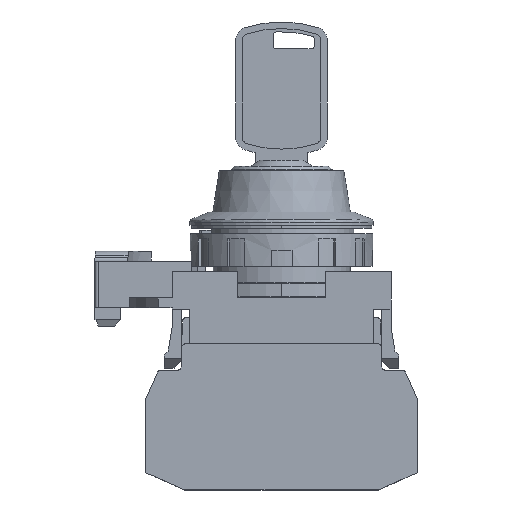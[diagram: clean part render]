
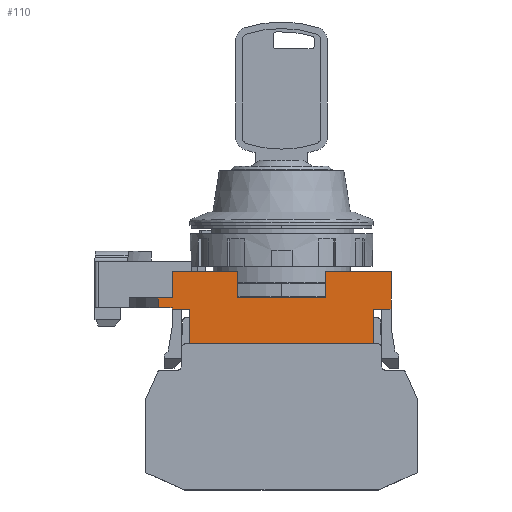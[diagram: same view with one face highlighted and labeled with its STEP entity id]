
A CAD part, left-side view. The second image highlights one B-rep face of the part: STEP entity #110.
In plain terms, the highlighted planar face has unit normal (-1, 0, 0).
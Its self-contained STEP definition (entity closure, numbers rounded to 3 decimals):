
#110 = ADVANCED_FACE ( 'NONE', ( #14838 ), #4326, .F. ) ;
#2041 = CARTESIAN_POINT ( 'NONE',  ( -14.9, 16.7, 5.3 ) ) ;
#2042 = CARTESIAN_POINT ( 'NONE',  ( -14.9, 16.7, 5.5 ) ) ;
#2046 = CARTESIAN_POINT ( 'NONE',  ( -14.9, 18.815, 5.5 ) ) ;
#2047 = CARTESIAN_POINT ( 'NONE',  ( -14.9, 18.815, 7. ) ) ;
#2114 = CARTESIAN_POINT ( 'NONE',  ( -14.9, 14., 5.3 ) ) ;
#2115 = CARTESIAN_POINT ( 'NONE',  ( -14.9, 16.7, 7. ) ) ;
#2116 = CARTESIAN_POINT ( 'NONE',  ( -14.9, 16.7, 11. ) ) ;
#2117 = CARTESIAN_POINT ( 'NONE',  ( -14.9, 6.7, 11. ) ) ;
#2119 = CARTESIAN_POINT ( 'NONE',  ( -14.9, 6.7, 7. ) ) ;
#2123 = CARTESIAN_POINT ( 'NONE',  ( -14.9, -6.7, 7. ) ) ;
#2124 = CARTESIAN_POINT ( 'NONE',  ( -14.9, -6.7, 11. ) ) ;
#2126 = CARTESIAN_POINT ( 'NONE',  ( -14.9, -16.7, 11. ) ) ;
#2128 = CARTESIAN_POINT ( 'NONE',  ( -14.9, -16.7, 5.3 ) ) ;
#2129 = CARTESIAN_POINT ( 'NONE',  ( -14.9, -14., 5.3 ) ) ;
#2150 = CARTESIAN_POINT ( 'NONE',  ( -14.9, 14., 0. ) ) ;
#2151 = CARTESIAN_POINT ( 'NONE',  ( -14.9, -14., 0. ) ) ;
#4326 = PLANE ( 'NONE',  #14853 ) ;
#4327 = CARTESIAN_POINT ( 'NONE',  ( -14.9, -16.7, 0. ) ) ;
#4328 = DIRECTION ( 'NONE',  ( 1., 0., 0. ) ) ;
#4329 = DIRECTION ( 'NONE',  ( 0., 1., 0. ) ) ;
#5113 = ORIENTED_EDGE ( 'NONE', *, *, #8745, .F. ) ;
#5115 = ORIENTED_EDGE ( 'NONE', *, *, #8963, .F. ) ;
#5116 = ORIENTED_EDGE ( 'NONE', *, *, #8750, .F. ) ;
#5117 = ORIENTED_EDGE ( 'NONE', *, *, #8748, .F. ) ;
#5118 = ORIENTED_EDGE ( 'NONE', *, *, #8738, .F. ) ;
#5119 = ORIENTED_EDGE ( 'NONE', *, *, #8735, .F. ) ;
#5120 = ORIENTED_EDGE ( 'NONE', *, *, #8733, .F. ) ;
#5121 = ORIENTED_EDGE ( 'NONE', *, *, #8731, .F. ) ;
#5122 = ORIENTED_EDGE ( 'NONE', *, *, #8602, .T. ) ;
#5123 = ORIENTED_EDGE ( 'NONE', *, *, #8728, .F. ) ;
#5124 = ORIENTED_EDGE ( 'NONE', *, *, #8596, .F. ) ;
#5125 = ORIENTED_EDGE ( 'NONE', *, *, #8727, .F. ) ;
#5126 = ORIENTED_EDGE ( 'NONE', *, *, #9002, .F. ) ;
#5127 = ORIENTED_EDGE ( 'NONE', *, *, #9004, .T. ) ;
#5128 = ORIENTED_EDGE ( 'NONE', *, *, #8968, .F. ) ;
#5129 = ORIENTED_EDGE ( 'NONE', *, *, #9005, .T. ) ;
#8327 = EDGE_LOOP ( 'NONE', ( #5115, #5116, #5117, #5113, #5118, #5119, #5120, #5121, #5122, #5123, #5124, #5125, #5126, #5127, #5129, #5128 ) ) ;
#8596 = EDGE_CURVE ( 'NONE', #13705, #13706, #20134, .T. ) ;
#8602 = EDGE_CURVE ( 'NONE', #13711, #13710, #16560, .T. ) ;
#8727 = EDGE_CURVE ( 'NONE', #13778, #13705, #16935, .T. ) ;
#8728 = EDGE_CURVE ( 'NONE', #13706, #13710, #16938, .T. ) ;
#8731 = EDGE_CURVE ( 'NONE', #13711, #13779, #16947, .T. ) ;
#8733 = EDGE_CURVE ( 'NONE', #13779, #13780, #16953, .T. ) ;
#8735 = EDGE_CURVE ( 'NONE', #13780, #13781, #16959, .T. ) ;
#8738 = EDGE_CURVE ( 'NONE', #13781, #13783, #16968, .T. ) ;
#8745 = EDGE_CURVE ( 'NONE', #13783, #13787, #16989, .T. ) ;
#8748 = EDGE_CURVE ( 'NONE', #13787, #13788, #16998, .T. ) ;
#8750 = EDGE_CURVE ( 'NONE', #13788, #13790, #17004, .T. ) ;
#8963 = EDGE_CURVE ( 'NONE', #13790, #13792, #17656, .T. ) ;
#8968 = EDGE_CURVE ( 'NONE', #13792, #13793, #17671, .T. ) ;
#9002 = EDGE_CURVE ( 'NONE', #13814, #13778, #12303, .T. ) ;
#9004 = EDGE_CURVE ( 'NONE', #13814, #13815, #12309, .T. ) ;
#9005 = EDGE_CURVE ( 'NONE', #13815, #13793, #12312, .T. ) ;
#12303 = LINE ( 'NONE', #12304, #15726 ) ;
#12304 = CARTESIAN_POINT ( 'NONE',  ( -14.9, 14., 5.5 ) ) ;
#12305 = DIRECTION ( 'NONE',  ( 0., 0., 1. ) ) ;
#12309 = LINE ( 'NONE', #12310, #15728 ) ;
#12310 = CARTESIAN_POINT ( 'NONE',  ( -14.9, 0., 0. ) ) ;
#12311 = DIRECTION ( 'NONE',  ( 0., -1., 0. ) ) ;
#12312 = LINE ( 'NONE', #12313, #15729 ) ;
#12313 = CARTESIAN_POINT ( 'NONE',  ( -14.9, -14., 2.65 ) ) ;
#12314 = DIRECTION ( 'NONE',  ( 0., 0., 1. ) ) ;
#13705 = VERTEX_POINT ( 'NONE', #2041 ) ;
#13706 = VERTEX_POINT ( 'NONE', #2042 ) ;
#13710 = VERTEX_POINT ( 'NONE', #2046 ) ;
#13711 = VERTEX_POINT ( 'NONE', #2047 ) ;
#13778 = VERTEX_POINT ( 'NONE', #2114 ) ;
#13779 = VERTEX_POINT ( 'NONE', #2115 ) ;
#13780 = VERTEX_POINT ( 'NONE', #2116 ) ;
#13781 = VERTEX_POINT ( 'NONE', #2117 ) ;
#13783 = VERTEX_POINT ( 'NONE', #2119 ) ;
#13787 = VERTEX_POINT ( 'NONE', #2123 ) ;
#13788 = VERTEX_POINT ( 'NONE', #2124 ) ;
#13790 = VERTEX_POINT ( 'NONE', #2126 ) ;
#13792 = VERTEX_POINT ( 'NONE', #2128 ) ;
#13793 = VERTEX_POINT ( 'NONE', #2129 ) ;
#13814 = VERTEX_POINT ( 'NONE', #2150 ) ;
#13815 = VERTEX_POINT ( 'NONE', #2151 ) ;
#14838 = FACE_OUTER_BOUND ( 'NONE', #8327, .T. ) ;
#14853 = AXIS2_PLACEMENT_3D ( 'NONE', #4327, #4328, #4329 ) ;
#15690 = VECTOR ( 'NONE', #17673, 1000. ) ;
#15726 = VECTOR ( 'NONE', #12305, 1000. ) ;
#15728 = VECTOR ( 'NONE', #12311, 1000. ) ;
#15729 = VECTOR ( 'NONE', #12314, 1000. ) ;
#16560 = LINE ( 'NONE', #16561, #18619 ) ;
#16561 = CARTESIAN_POINT ( 'NONE',  ( -14.9, 18.815, 6.25 ) ) ;
#16562 = DIRECTION ( 'NONE',  ( 0., 0., -1. ) ) ;
#16935 = LINE ( 'NONE', #16936, #18744 ) ;
#16936 = CARTESIAN_POINT ( 'NONE',  ( -14.9, 1.057, 5.3 ) ) ;
#16937 = DIRECTION ( 'NONE',  ( 0., 1., 0. ) ) ;
#16938 = LINE ( 'NONE', #16939, #18745 ) ;
#16939 = CARTESIAN_POINT ( 'NONE',  ( -14.9, 1.057, 5.5 ) ) ;
#16940 = DIRECTION ( 'NONE',  ( 0., 1., 0. ) ) ;
#16947 = LINE ( 'NONE', #16948, #18748 ) ;
#16948 = CARTESIAN_POINT ( 'NONE',  ( -14.9, 1.057, 7. ) ) ;
#16949 = DIRECTION ( 'NONE',  ( 0., -1., 0. ) ) ;
#16953 = LINE ( 'NONE', #16954, #18751 ) ;
#16954 = CARTESIAN_POINT ( 'NONE',  ( -14.9, 16.7, 5.5 ) ) ;
#16955 = DIRECTION ( 'NONE',  ( 0., 0., 1. ) ) ;
#16959 = LINE ( 'NONE', #16960, #18753 ) ;
#16960 = CARTESIAN_POINT ( 'NONE',  ( -14.9, 1.057, 11. ) ) ;
#16961 = DIRECTION ( 'NONE',  ( 0., -1., 0. ) ) ;
#16968 = LINE ( 'NONE', #16969, #18756 ) ;
#16969 = CARTESIAN_POINT ( 'NONE',  ( -14.9, 6.7, 5.5 ) ) ;
#16970 = DIRECTION ( 'NONE',  ( 0., 0., -1. ) ) ;
#16989 = LINE ( 'NONE', #16990, #18762 ) ;
#16990 = CARTESIAN_POINT ( 'NONE',  ( -14.9, 1.057, 7. ) ) ;
#16991 = DIRECTION ( 'NONE',  ( 0., -1., 0. ) ) ;
#16998 = LINE ( 'NONE', #16999, #18765 ) ;
#16999 = CARTESIAN_POINT ( 'NONE',  ( -14.9, -6.7, 5.5 ) ) ;
#17000 = DIRECTION ( 'NONE',  ( 0., 0., 1. ) ) ;
#17004 = LINE ( 'NONE', #17005, #18768 ) ;
#17005 = CARTESIAN_POINT ( 'NONE',  ( -14.9, 1.057, 11. ) ) ;
#17006 = DIRECTION ( 'NONE',  ( 0., -1., 0. ) ) ;
#17656 = LINE ( 'NONE', #17657, #18972 ) ;
#17657 = CARTESIAN_POINT ( 'NONE',  ( -14.9, -16.7, 5.5 ) ) ;
#17658 = DIRECTION ( 'NONE',  ( 0., 0., -1. ) ) ;
#17671 = LINE ( 'NONE', #17672, #15690 ) ;
#17672 = CARTESIAN_POINT ( 'NONE',  ( -14.9, 1.057, 5.3 ) ) ;
#17673 = DIRECTION ( 'NONE',  ( 0., 1., 0. ) ) ;
#18612 = VECTOR ( 'NONE', #20136, 1000. ) ;
#18619 = VECTOR ( 'NONE', #16562, 1000. ) ;
#18744 = VECTOR ( 'NONE', #16937, 1000. ) ;
#18745 = VECTOR ( 'NONE', #16940, 1000. ) ;
#18748 = VECTOR ( 'NONE', #16949, 1000. ) ;
#18751 = VECTOR ( 'NONE', #16955, 1000. ) ;
#18753 = VECTOR ( 'NONE', #16961, 1000. ) ;
#18756 = VECTOR ( 'NONE', #16970, 1000. ) ;
#18762 = VECTOR ( 'NONE', #16991, 1000. ) ;
#18765 = VECTOR ( 'NONE', #17000, 1000. ) ;
#18768 = VECTOR ( 'NONE', #17006, 1000. ) ;
#18972 = VECTOR ( 'NONE', #17658, 1000. ) ;
#20134 = LINE ( 'NONE', #20135, #18612 ) ;
#20135 = CARTESIAN_POINT ( 'NONE',  ( -14.9, 16.7, 4. ) ) ;
#20136 = DIRECTION ( 'NONE',  ( 0., 0., 1. ) ) ;
